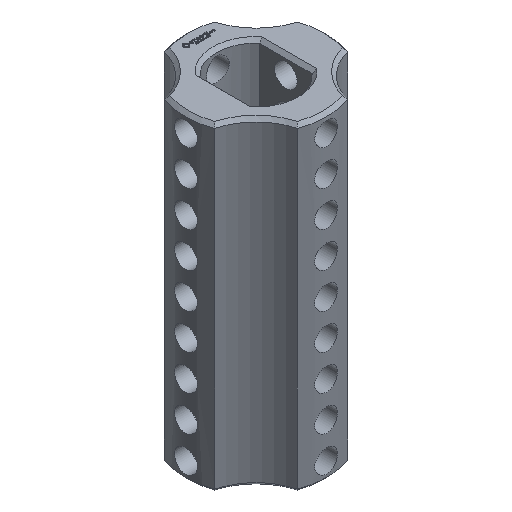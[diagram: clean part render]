
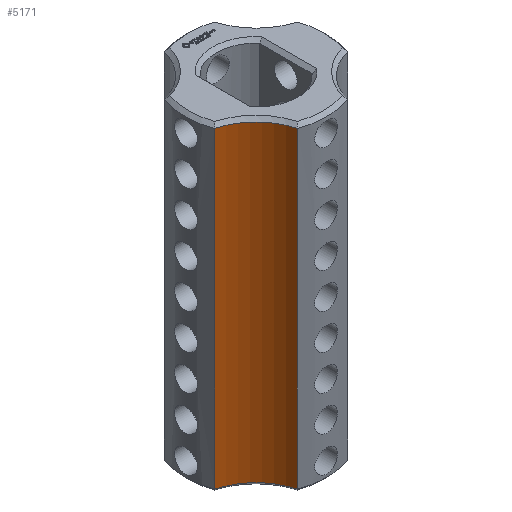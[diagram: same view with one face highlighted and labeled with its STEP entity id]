
A CAD part, isometric view. The second image highlights one B-rep face of the part: STEP entity #5171.
In plain terms, the highlighted cylindrical face has radius 5 mm (diameter 10 mm), a partial arc.
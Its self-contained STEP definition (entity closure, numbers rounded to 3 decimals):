
#1131 = EDGE_CURVE('',#1132,#1134,#1136,.T.);
#1132 = VERTEX_POINT('',#1133);
#1133 = CARTESIAN_POINT('',(-2.225,-5.841,0.3));
#1134 = VERTEX_POINT('',#1135);
#1135 = CARTESIAN_POINT('',(-2.225,-5.841,27.825));
#1136 = LINE('',#1137,#1138);
#1137 = CARTESIAN_POINT('',(-2.225,-5.841,0.));
#1138 = VECTOR('',#1139,1.);
#1139 = DIRECTION('',(0.,0.,1.));
#5171 = ADVANCED_FACE('',(#5172),#5199,.F.);
#5172 = FACE_BOUND('',#5173,.T.);
#5173 = EDGE_LOOP('',(#5174,#5175,#5184,#5192));
#5174 = ORIENTED_EDGE('',*,*,#1131,.T.);
#5175 = ORIENTED_EDGE('',*,*,#5176,.T.);
#5176 = EDGE_CURVE('',#1134,#5177,#5179,.T.);
#5177 = VERTEX_POINT('',#5178);
#5178 = CARTESIAN_POINT('',(-5.841,-2.225,27.825));
#5179 = CIRCLE('',#5180,5.);
#5180 = AXIS2_PLACEMENT_3D('',#5181,#5182,#5183);
#5181 = CARTESIAN_POINT('',(-7.071,-7.071,27.825));
#5182 = DIRECTION('',(0.,-0.,1.));
#5183 = DIRECTION('',(0.969,0.246,0.));
#5184 = ORIENTED_EDGE('',*,*,#5185,.F.);
#5185 = EDGE_CURVE('',#5186,#5177,#5188,.T.);
#5186 = VERTEX_POINT('',#5187);
#5187 = CARTESIAN_POINT('',(-5.841,-2.225,0.3));
#5188 = LINE('',#5189,#5190);
#5189 = CARTESIAN_POINT('',(-5.841,-2.225,0.));
#5190 = VECTOR('',#5191,1.);
#5191 = DIRECTION('',(0.,0.,1.));
#5192 = ORIENTED_EDGE('',*,*,#5193,.F.);
#5193 = EDGE_CURVE('',#1132,#5186,#5194,.T.);
#5194 = CIRCLE('',#5195,5.);
#5195 = AXIS2_PLACEMENT_3D('',#5196,#5197,#5198);
#5196 = CARTESIAN_POINT('',(-7.071,-7.071,0.3));
#5197 = DIRECTION('',(0.,-0.,1.));
#5198 = DIRECTION('',(0.969,0.246,0.));
#5199 = CYLINDRICAL_SURFACE('',#5200,5.);
#5200 = AXIS2_PLACEMENT_3D('',#5201,#5202,#5203);
#5201 = CARTESIAN_POINT('',(-7.071,-7.071,0.));
#5202 = DIRECTION('',(-0.,-0.,-1.));
#5203 = DIRECTION('',(1.,0.,0.));
